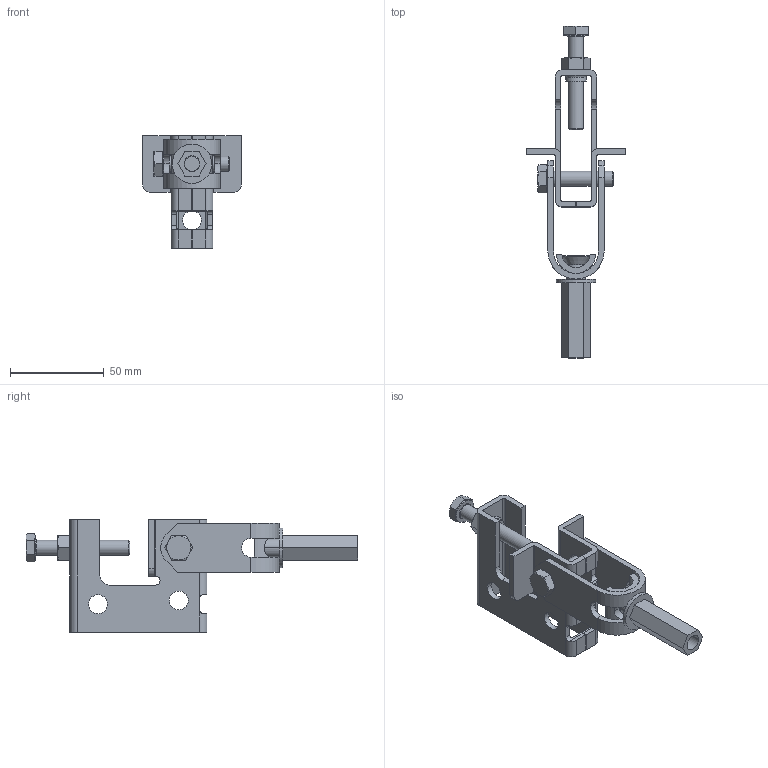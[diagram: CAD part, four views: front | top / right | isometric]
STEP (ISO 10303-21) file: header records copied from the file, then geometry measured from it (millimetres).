
FILE_DESCRIPTION (( 'STEP AP214' ), '1' );
FILE_NAME ('1488111.stp', '2022-02-22T14:53:10', ( '' ), ( '' ), 'SwSTEP 2.0', 'SolidWorks 2020', '' );
FILE_SCHEMA (( 'AUTOMOTIVE_DESIGN' ));
Length unit declared in the file: millimetre
Products named in the file (9): P_168273_7_Standard; P_168273_4_Standard; P_168273_8_Standard; P_168273_5_DIN EN 24017 - M8 x 35-C; P_168273_3_Standard; P_168273_1_Standard; 1488111; P_168273_6_DIN EN 24017 - M8 x 50-C; P_168273_2_Standard
Assembly tree (8 placements, depth 2):
  1488111
    P_168273_8_Standard
    P_168273_4_Standard
    P_168273_3_Standard
    P_168273_1_Standard
    P_168273_7_Standard
    P_168273_2_Standard
    P_168273_6_DIN EN 24017 - M8 x 50-C
    P_168273_5_DIN EN 24017 - M8 x 35-C
Bounding box: 52.3 x 176.64 x 60 mm (x, y, z)
Volume: 48700 mm3; surface area: 37488.4 mm2
Topology: 8 solids, 8 shells, 246 faces, 646 edges, 412 vertices
Faces by surface type: plane 132, cylinder 84, cone 22, torus 8
Full cylindrical faces by diameter (mm): 8 x2, 10 x4, 13 x2
Entity records: 9550 total; most frequent: CARTESIAN_POINT 3133, ORIENTED_EDGE 1256, DIRECTION 1240, EDGE_CURVE 628, AXIS2_PLACEMENT_3D 449, VERTEX_POINT 406, LINE 342, VECTOR 342
